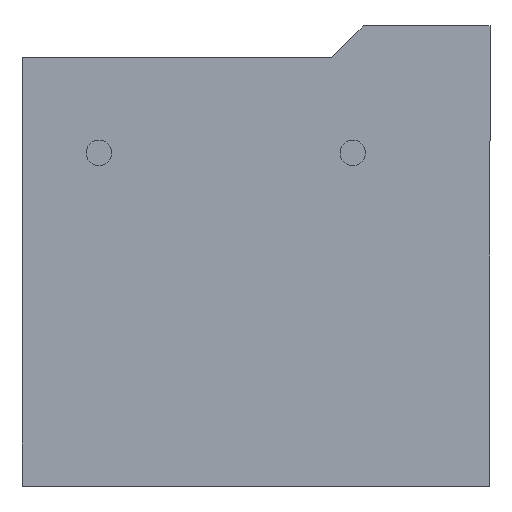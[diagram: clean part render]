
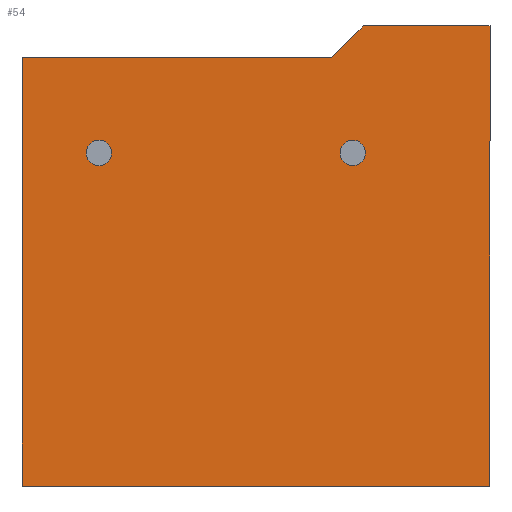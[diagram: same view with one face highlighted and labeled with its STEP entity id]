
A CAD part, front view. The second image highlights one B-rep face of the part: STEP entity #54.
In plain terms, the highlighted planar face has unit normal (0, -1, 0).
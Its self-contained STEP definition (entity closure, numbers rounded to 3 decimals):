
#4 = CIRCLE ( 'NONE', #32, 0.4 ) ;
#22 = FACE_BOUND ( 'NONE', #512, .T. ) ;
#29 = ORIENTED_EDGE ( 'NONE', *, *, #85, .F. ) ;
#32 = AXIS2_PLACEMENT_3D ( 'NONE', #343, #143, #89 ) ;
#35 = VECTOR ( 'NONE', #328, 1000. ) ;
#48 = CARTESIAN_POINT ( 'NONE',  ( -4.95, 0., 3.65 ) ) ;
#54 = ADVANCED_FACE ( 'NONE', ( #125, #22, #557 ), #555, .F. ) ;
#55 = DIRECTION ( 'NONE',  ( 0., -1., 0. ) ) ;
#61 = ORIENTED_EDGE ( 'NONE', *, *, #468, .F. ) ;
#77 = CARTESIAN_POINT ( 'NONE',  ( 7.375, 0., -7.25 ) ) ;
#85 = EDGE_CURVE ( 'NONE', #357, #313, #509, .T. ) ;
#89 = DIRECTION ( 'NONE',  ( 0., 0., 1. ) ) ;
#106 = ORIENTED_EDGE ( 'NONE', *, *, #580, .F. ) ;
#110 = ORIENTED_EDGE ( 'NONE', *, *, #154, .F. ) ;
#122 = DIRECTION ( 'NONE',  ( 0., 1., 0. ) ) ;
#125 = FACE_BOUND ( 'NONE', #444, .T. ) ;
#132 = CARTESIAN_POINT ( 'NONE',  ( -4.95, 0., 3.25 ) ) ;
#135 = LINE ( 'NONE', #520, #35 ) ;
#142 = DIRECTION ( 'NONE',  ( 0., 0., 1. ) ) ;
#143 = DIRECTION ( 'NONE',  ( 0., -1., 0. ) ) ;
#145 = VERTEX_POINT ( 'NONE', #537 ) ;
#153 = DIRECTION ( 'NONE',  ( 0., -1., 0. ) ) ;
#154 = EDGE_CURVE ( 'NONE', #159, #475, #4, .T. ) ;
#159 = VERTEX_POINT ( 'NONE', #242 ) ;
#165 = VERTEX_POINT ( 'NONE', #381 ) ;
#168 = CARTESIAN_POINT ( 'NONE',  ( 0., 0., 0. ) ) ;
#184 = DIRECTION ( 'NONE',  ( 0., -1., 0. ) ) ;
#205 = CARTESIAN_POINT ( 'NONE',  ( -7.375, 0., -7.25 ) ) ;
#242 = CARTESIAN_POINT ( 'NONE',  ( 3.05, 0., 3.65 ) ) ;
#250 = DIRECTION ( 'NONE',  ( -1., 0., 0. ) ) ;
#254 = LINE ( 'NONE', #205, #560 ) ;
#255 = CARTESIAN_POINT ( 'NONE',  ( -7.375, 0., 6.25 ) ) ;
#272 = LINE ( 'NONE', #255, #492 ) ;
#274 = DIRECTION ( 'NONE',  ( 0., 0., -1. ) ) ;
#280 = VERTEX_POINT ( 'NONE', #494 ) ;
#288 = VERTEX_POINT ( 'NONE', #320 ) ;
#294 = EDGE_CURVE ( 'NONE', #145, #165, #272, .T. ) ;
#295 = CIRCLE ( 'NONE', #584, 0.4 ) ;
#298 = ORIENTED_EDGE ( 'NONE', *, *, #443, .F. ) ;
#305 = DIRECTION ( 'NONE',  ( -0.707, 0., -0.707 ) ) ;
#312 = EDGE_CURVE ( 'NONE', #532, #288, #295, .T. ) ;
#313 = VERTEX_POINT ( 'NONE', #462 ) ;
#317 = DIRECTION ( 'NONE',  ( 0., 0., 1. ) ) ;
#320 = CARTESIAN_POINT ( 'NONE',  ( -4.95, 0., 2.85 ) ) ;
#326 = ORIENTED_EDGE ( 'NONE', *, *, #405, .F. ) ;
#328 = DIRECTION ( 'NONE',  ( -1., 0., 0. ) ) ;
#338 = VERTEX_POINT ( 'NONE', #364 ) ;
#341 = ORIENTED_EDGE ( 'NONE', *, *, #605, .F. ) ;
#343 = CARTESIAN_POINT ( 'NONE',  ( 3.05, 0., 3.25 ) ) ;
#346 = AXIS2_PLACEMENT_3D ( 'NONE', #132, #184, #142 ) ;
#349 = AXIS2_PLACEMENT_3D ( 'NONE', #168, #122, #317 ) ;
#357 = VERTEX_POINT ( 'NONE', #376 ) ;
#364 = CARTESIAN_POINT ( 'NONE',  ( -7.375, 0., -7.25 ) ) ;
#368 = DIRECTION ( 'NONE',  ( 0., 0., 1. ) ) ;
#376 = CARTESIAN_POINT ( 'NONE',  ( 7.375, 0., 7.25 ) ) ;
#381 = CARTESIAN_POINT ( 'NONE',  ( -7.375, 0., 6.25 ) ) ;
#399 = DIRECTION ( 'NONE',  ( 0., 0., 1. ) ) ;
#405 = EDGE_CURVE ( 'NONE', #313, #338, #135, .T. ) ;
#432 = VECTOR ( 'NONE', #305, 1000. ) ;
#443 = EDGE_CURVE ( 'NONE', #288, #532, #562, .T. ) ;
#444 = EDGE_LOOP ( 'NONE', ( #110, #106 ) ) ;
#445 = LINE ( 'NONE', #624, #432 ) ;
#447 = ORIENTED_EDGE ( 'NONE', *, *, #312, .F. ) ;
#461 = CIRCLE ( 'NONE', #521, 0.4 ) ;
#462 = CARTESIAN_POINT ( 'NONE',  ( 7.375, 0., -7.25 ) ) ;
#468 = EDGE_CURVE ( 'NONE', #280, #357, #470, .T. ) ;
#470 = LINE ( 'NONE', #567, #535 ) ;
#473 = DIRECTION ( 'NONE',  ( 1., 0., 0. ) ) ;
#475 = VERTEX_POINT ( 'NONE', #526 ) ;
#492 = VECTOR ( 'NONE', #250, 1000. ) ;
#494 = CARTESIAN_POINT ( 'NONE',  ( 3.375, 0., 7.25 ) ) ;
#496 = DIRECTION ( 'NONE',  ( 0., 0., 1. ) ) ;
#498 = ORIENTED_EDGE ( 'NONE', *, *, #528, .T. ) ;
#504 = ORIENTED_EDGE ( 'NONE', *, *, #294, .T. ) ;
#509 = LINE ( 'NONE', #77, #587 ) ;
#512 = EDGE_LOOP ( 'NONE', ( #447, #298 ) ) ;
#520 = CARTESIAN_POINT ( 'NONE',  ( -7.375, 0., -7.25 ) ) ;
#521 = AXIS2_PLACEMENT_3D ( 'NONE', #585, #153, #496 ) ;
#525 = EDGE_LOOP ( 'NONE', ( #498, #504, #341, #326, #29, #61 ) ) ;
#526 = CARTESIAN_POINT ( 'NONE',  ( 3.05, 0., 2.85 ) ) ;
#528 = EDGE_CURVE ( 'NONE', #280, #145, #445, .T. ) ;
#532 = VERTEX_POINT ( 'NONE', #48 ) ;
#535 = VECTOR ( 'NONE', #473, 1000. ) ;
#537 = CARTESIAN_POINT ( 'NONE',  ( 2.375, 0., 6.25 ) ) ;
#555 = PLANE ( 'NONE',  #349 ) ;
#557 = FACE_OUTER_BOUND ( 'NONE', #525, .T. ) ;
#560 = VECTOR ( 'NONE', #399, 1000. ) ;
#562 = CIRCLE ( 'NONE', #346, 0.4 ) ;
#567 = CARTESIAN_POINT ( 'NONE',  ( -7.375, 0., 7.25 ) ) ;
#580 = EDGE_CURVE ( 'NONE', #475, #159, #461, .T. ) ;
#584 = AXIS2_PLACEMENT_3D ( 'NONE', #604, #55, #368 ) ;
#585 = CARTESIAN_POINT ( 'NONE',  ( 3.05, 0., 3.25 ) ) ;
#587 = VECTOR ( 'NONE', #274, 1000. ) ;
#604 = CARTESIAN_POINT ( 'NONE',  ( -4.95, 0., 3.25 ) ) ;
#605 = EDGE_CURVE ( 'NONE', #338, #165, #254, .T. ) ;
#624 = CARTESIAN_POINT ( 'NONE',  ( 2.375, 0., 6.25 ) ) ;
